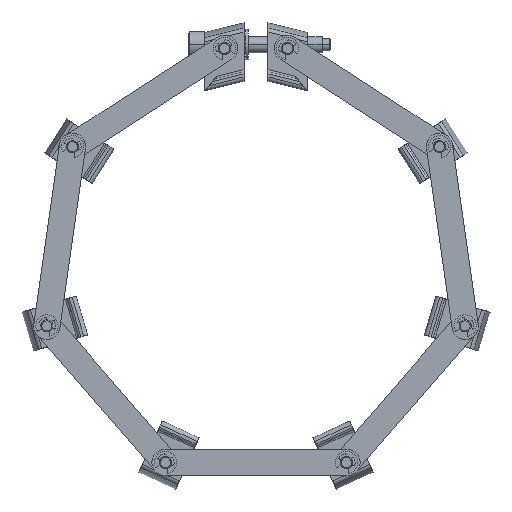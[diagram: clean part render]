
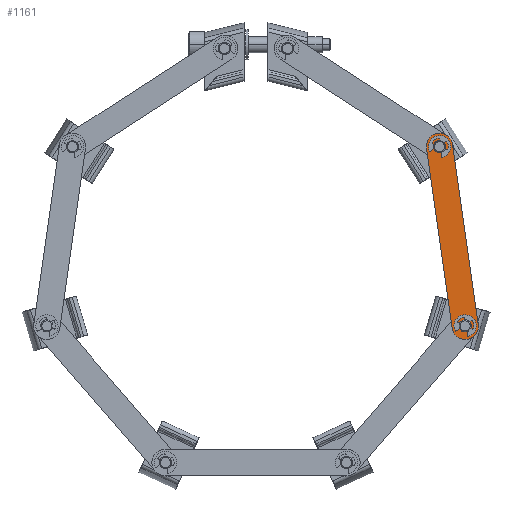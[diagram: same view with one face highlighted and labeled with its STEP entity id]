
A CAD part, left-side view. The second image highlights one B-rep face of the part: STEP entity #1161.
In plain terms, the highlighted planar face has unit normal (-1, 0, 0).
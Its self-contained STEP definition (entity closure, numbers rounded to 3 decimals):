
#1161=ADVANCED_FACE('',(#2770,#2771,#2772),#2769,.T.);
#2769=PLANE('',#5538);
#2770=FACE_OUTER_BOUND('',#5539,.T.);
#2771=FACE_BOUND('',#5540,.T.);
#2772=FACE_BOUND('',#5541,.T.);
#5535=CARTESIAN_POINT('',(-48.,-98.049,-153.858));
#5536=DIRECTION('',(-1.,0.,0.));
#5537=DIRECTION('',(0.,-0.99,0.141));
#5538=AXIS2_PLACEMENT_3D('',#5535,#5536,#5537);
#5539=EDGE_LOOP('',(#7256,#7257,#7258,#7259));
#5540=EDGE_LOOP('',(#7260,#7261));
#5541=EDGE_LOOP('',(#7262,#7263));
#7256=ORIENTED_EDGE('',*,*,#8485,.F.);
#7257=ORIENTED_EDGE('',*,*,#8486,.T.);
#7258=ORIENTED_EDGE('',*,*,#8487,.F.);
#7259=ORIENTED_EDGE('',*,*,#8488,.T.);
#7260=ORIENTED_EDGE('',*,*,#8489,.F.);
#7261=ORIENTED_EDGE('',*,*,#8490,.F.);
#7262=ORIENTED_EDGE('',*,*,#8491,.F.);
#7263=ORIENTED_EDGE('',*,*,#8492,.F.);
#8485=EDGE_CURVE('',#11489,#11490,#11491,.T.);
#8486=EDGE_CURVE('',#11489,#11497,#11498,.T.);
#8487=EDGE_CURVE('',#11504,#11497,#11505,.T.);
#8488=EDGE_CURVE('',#11504,#11490,#11511,.T.);
#8489=EDGE_CURVE('',#11517,#11518,#11519,.T.);
#8490=EDGE_CURVE('',#11518,#11517,#11525,.T.);
#8491=EDGE_CURVE('',#11531,#11532,#11533,.T.);
#8492=EDGE_CURVE('',#11532,#11531,#11539,.T.);
#11489=VERTEX_POINT('',#16008);
#11490=VERTEX_POINT('',#16009);
#11491=LINE('',#16010,#16011);
#11497=VERTEX_POINT('',#16013);
#11498=CIRCLE('',#16017,6.5);
#11504=VERTEX_POINT('',#16018);
#11505=LINE('',#16019,#16020);
#11511=CIRCLE('',#16025,6.5);
#11517=VERTEX_POINT('',#16026);
#11518=VERTEX_POINT('',#16027);
#11519=CIRCLE('',#16031,3.);
#11525=CIRCLE('',#16035,3.);
#11531=VERTEX_POINT('',#16036);
#11532=VERTEX_POINT('',#16037);
#11533=CIRCLE('',#16041,3.);
#11539=CIRCLE('',#16045,3.);
#16008=CARTESIAN_POINT('',(-48.,-97.218,-46.405));
#16009=CARTESIAN_POINT('',(-48.,-109.884,-135.509));
#16010=CARTESIAN_POINT('',(-48.,-97.218,-46.405));
#16011=VECTOR('',#16012,90.);
#16012=DIRECTION('',(0.,-0.141,-0.99));
#16013=CARTESIAN_POINT('',(-48.,-84.348,-48.235));
#16014=CARTESIAN_POINT('',(-48.,-90.783,-47.32));
#16015=DIRECTION('',(-1.,0.,0.));
#16016=DIRECTION('',(0.,0.99,-0.141));
#16017=AXIS2_PLACEMENT_3D('',#16014,#16015,#16016);
#16018=CARTESIAN_POINT('',(-48.,-97.014,-137.339));
#16019=CARTESIAN_POINT('',(-48.,-97.014,-137.339));
#16020=VECTOR('',#16021,90.);
#16021=DIRECTION('',(0.,0.141,0.99));
#16022=CARTESIAN_POINT('',(-48.,-103.449,-136.424));
#16023=DIRECTION('',(-1.,0.,0.));
#16024=DIRECTION('',(0.,0.99,-0.141));
#16025=AXIS2_PLACEMENT_3D('',#16022,#16023,#16024);
#16026=CARTESIAN_POINT('',(-48.,-100.444,-136.599));
#16027=CARTESIAN_POINT('',(-48.,-106.384,-135.754));
#16028=CARTESIAN_POINT('',(-48.,-103.414,-136.176));
#16029=DIRECTION('',(-1.,0.,0.));
#16030=DIRECTION('',(0.,-0.99,0.141));
#16031=AXIS2_PLACEMENT_3D('',#16028,#16029,#16030);
#16032=CARTESIAN_POINT('',(-48.,-103.414,-136.176));
#16033=DIRECTION('',(-1.,0.,0.));
#16034=DIRECTION('',(0.,-0.99,0.141));
#16035=AXIS2_PLACEMENT_3D('',#16032,#16033,#16034);
#16036=CARTESIAN_POINT('',(-48.,-87.848,-47.989));
#16037=CARTESIAN_POINT('',(-48.,-93.788,-47.145));
#16038=CARTESIAN_POINT('',(-48.,-90.818,-47.567));
#16039=DIRECTION('',(-1.,0.,0.));
#16040=DIRECTION('',(0.,-0.99,0.141));
#16041=AXIS2_PLACEMENT_3D('',#16038,#16039,#16040);
#16042=CARTESIAN_POINT('',(-48.,-90.818,-47.567));
#16043=DIRECTION('',(-1.,0.,0.));
#16044=DIRECTION('',(0.,-0.99,0.141));
#16045=AXIS2_PLACEMENT_3D('',#16042,#16043,#16044);
